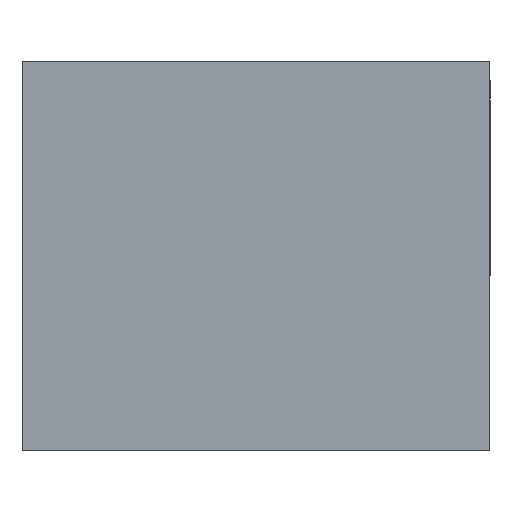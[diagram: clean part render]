
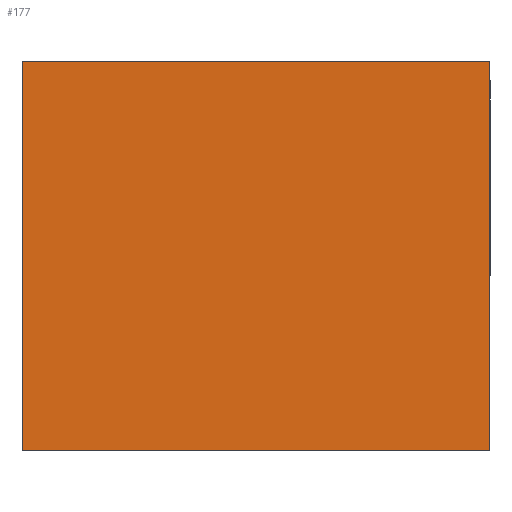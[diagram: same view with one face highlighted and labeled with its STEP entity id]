
A CAD part, left-side view. The second image highlights one B-rep face of the part: STEP entity #177.
In plain terms, the highlighted planar face has unit normal (-1, 0, 0).
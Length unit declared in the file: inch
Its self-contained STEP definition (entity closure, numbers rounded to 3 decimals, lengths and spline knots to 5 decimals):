
#23=FACE_OUTER_BOUND('',#33,.T.);
#33=EDGE_LOOP('',(#151,#152,#153,#154));
#47=LINE('',#275,#69);
#50=LINE('',#281,#72);
#54=LINE('',#289,#76);
#56=LINE('',#292,#78);
#69=VECTOR('',#227,0.3937);
#72=VECTOR('',#232,0.3937);
#76=VECTOR('',#240,0.3937);
#78=VECTOR('',#244,0.3937);
#87=VERTEX_POINT('',#272);
#88=VERTEX_POINT('',#274);
#90=VERTEX_POINT('',#279);
#92=VERTEX_POINT('',#288);
#105=EDGE_CURVE('',#87,#88,#47,.T.);
#108=EDGE_CURVE('',#90,#87,#50,.T.);
#112=EDGE_CURVE('',#92,#88,#54,.T.);
#114=EDGE_CURVE('',#90,#92,#56,.T.);
#151=ORIENTED_EDGE('',*,*,#114,.T.);
#152=ORIENTED_EDGE('',*,*,#112,.T.);
#153=ORIENTED_EDGE('',*,*,#105,.F.);
#154=ORIENTED_EDGE('',*,*,#108,.F.);
#167=PLANE('',#201);
#177=ADVANCED_FACE('',(#23),#167,.T.);
#201=AXIS2_PLACEMENT_3D('',#291,#242,#243);
#227=DIRECTION('',(0.,-1.,0.));
#232=DIRECTION('',(0.,0.,1.));
#240=DIRECTION('',(0.,0.,1.));
#242=DIRECTION('center_axis',(-1.,0.,0.));
#243=DIRECTION('ref_axis',(0.,-1.,0.));
#244=DIRECTION('',(0.,-1.,0.));
#272=CARTESIAN_POINT('',(0.,6.,5.));
#274=CARTESIAN_POINT('',(0.,0.,5.));
#275=CARTESIAN_POINT('',(0.,6.,5.));
#279=CARTESIAN_POINT('',(0.,6.,0.));
#281=CARTESIAN_POINT('',(0.,6.,0.));
#288=CARTESIAN_POINT('',(0.,0.,0.));
#289=CARTESIAN_POINT('',(0.,0.,0.));
#291=CARTESIAN_POINT('Origin',(0.,6.,0.));
#292=CARTESIAN_POINT('',(0.,6.,0.));
